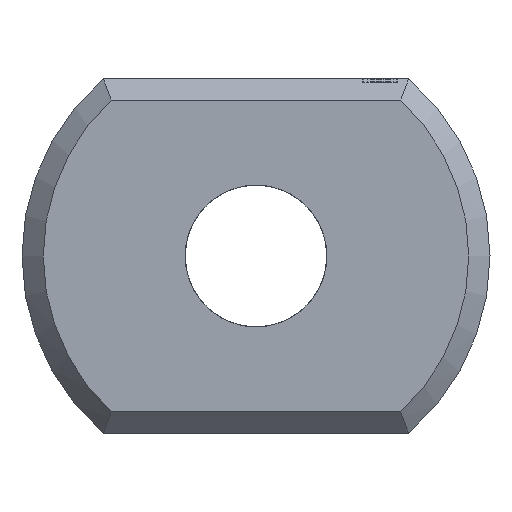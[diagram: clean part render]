
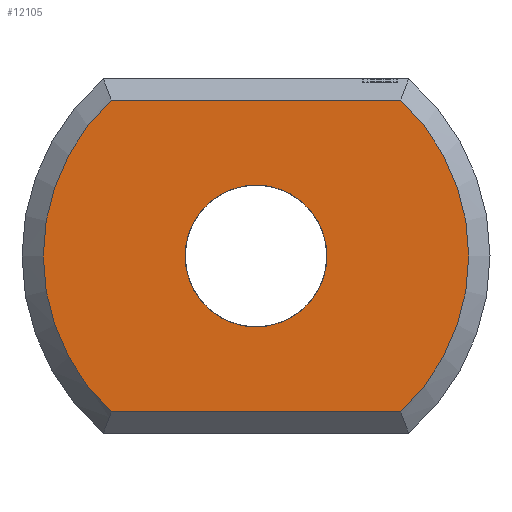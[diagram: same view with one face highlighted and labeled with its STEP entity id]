
A CAD part, left-side view. The second image highlights one B-rep face of the part: STEP entity #12105.
In plain terms, the highlighted planar face has unit normal (-1, 0, 0).
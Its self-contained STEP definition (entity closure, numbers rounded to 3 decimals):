
#298 = PLANE('',#299);
#299 = AXIS2_PLACEMENT_3D('',#300,#301,#302);
#300 = CARTESIAN_POINT('',(0.15,-2.154,-2.35));
#301 = DIRECTION('',(-0.707,0.,-0.707));
#302 = DIRECTION('',(0.,-1.,0.));
#725 = CONICAL_SURFACE('',#726,3.3,0.785);
#726 = AXIS2_PLACEMENT_3D('',#727,#728,#729);
#727 = CARTESIAN_POINT('',(0.3,0.,0.));
#728 = DIRECTION('',(1.,0.,0.));
#729 = DIRECTION('',(0.,0.653,-0.758));
#872 = CONICAL_SURFACE('',#873,3.3,0.785);
#873 = AXIS2_PLACEMENT_3D('',#874,#875,#876);
#874 = CARTESIAN_POINT('',(0.3,0.,0.));
#875 = DIRECTION('',(1.,0.,0.));
#876 = DIRECTION('',(0.,-0.653,0.758));
#909 = VERTEX_POINT('',#910);
#910 = CARTESIAN_POINT('',(0.,-2.04,-2.2));
#937 = VERTEX_POINT('',#938);
#938 = CARTESIAN_POINT('',(0.,2.04,-2.2));
#963 = EDGE_CURVE('',#909,#937,#964,.T.);
#964 = SURFACE_CURVE('',#965,(#969,#976),.PCURVE_S1.);
#965 = LINE('',#966,#967);
#966 = CARTESIAN_POINT('',(0.,-2.154,-2.2));
#967 = VECTOR('',#968,1.);
#968 = DIRECTION('',(0.,1.,0.));
#969 = PCURVE('',#298,#970);
#970 = DEFINITIONAL_REPRESENTATION('',(#971),#975);
#971 = LINE('',#972,#973);
#972 = CARTESIAN_POINT('',(0.,0.212));
#973 = VECTOR('',#974,1.);
#974 = DIRECTION('',(-1.,0.));
#975 = ( GEOMETRIC_REPRESENTATION_CONTEXT(2) 
PARAMETRIC_REPRESENTATION_CONTEXT() REPRESENTATION_CONTEXT('2D SPACE',''
  ) );
#976 = PCURVE('',#977,#982);
#977 = PLANE('',#978);
#978 = AXIS2_PLACEMENT_3D('',#979,#980,#981);
#979 = CARTESIAN_POINT('',(0.,0.,
    0.));
#980 = DIRECTION('',(1.,0.,0.));
#981 = DIRECTION('',(0.,0.,1.));
#982 = DEFINITIONAL_REPRESENTATION('',(#983),#987);
#983 = LINE('',#984,#985);
#984 = CARTESIAN_POINT('',(-2.2,2.154));
#985 = VECTOR('',#986,1.);
#986 = DIRECTION('',(0.,-1.));
#987 = ( GEOMETRIC_REPRESENTATION_CONTEXT(2) 
PARAMETRIC_REPRESENTATION_CONTEXT() REPRESENTATION_CONTEXT('2D SPACE',''
  ) );
#1763 = PLANE('',#1764);
#1764 = AXIS2_PLACEMENT_3D('',#1765,#1766,#1767);
#1765 = CARTESIAN_POINT('',(0.15,-2.154,2.35));
#1766 = DIRECTION('',(0.707,0.,-0.707
    ));
#1767 = DIRECTION('',(0.,-1.,0.));
#11892 = VERTEX_POINT('',#11893);
#11893 = CARTESIAN_POINT('',(0.,2.04,2.2));
#11918 = EDGE_CURVE('',#937,#11892,#11919,.T.);
#11919 = SURFACE_CURVE('',#11920,(#11925,#11932),.PCURVE_S1.);
#11920 = CIRCLE('',#11921,3.);
#11921 = AXIS2_PLACEMENT_3D('',#11922,#11923,#11924);
#11922 = CARTESIAN_POINT('',(0.,0.,
    0.));
#11923 = DIRECTION('',(1.,0.,0.));
#11924 = DIRECTION('',(0.,0.653,-0.758)
  );
#11925 = PCURVE('',#725,#11926);
#11926 = DEFINITIONAL_REPRESENTATION('',(#11927),#11931);
#11927 = LINE('',#11928,#11929);
#11928 = CARTESIAN_POINT('',(0.,-0.3));
#11929 = VECTOR('',#11930,1.);
#11930 = DIRECTION('',(1.,-0.));
#11931 = ( GEOMETRIC_REPRESENTATION_CONTEXT(2) 
PARAMETRIC_REPRESENTATION_CONTEXT() REPRESENTATION_CONTEXT('2D SPACE',''
  ) );
#11932 = PCURVE('',#977,#11933);
#11933 = DEFINITIONAL_REPRESENTATION('',(#11934),#11938);
#11934 = CIRCLE('',#11935,3.);
#11935 = AXIS2_PLACEMENT_2D('',#11936,#11937);
#11936 = CARTESIAN_POINT('',(0.,0.));
#11937 = DIRECTION('',(-0.758,-0.653));
#11938 = ( GEOMETRIC_REPRESENTATION_CONTEXT(2) 
PARAMETRIC_REPRESENTATION_CONTEXT() REPRESENTATION_CONTEXT('2D SPACE',''
  ) );
#12056 = VERTEX_POINT('',#12057);
#12057 = CARTESIAN_POINT('',(0.,-2.04,2.2));
#12084 = EDGE_CURVE('',#12056,#909,#12085,.T.);
#12085 = SURFACE_CURVE('',#12086,(#12091,#12098),.PCURVE_S1.);
#12086 = CIRCLE('',#12087,3.);
#12087 = AXIS2_PLACEMENT_3D('',#12088,#12089,#12090);
#12088 = CARTESIAN_POINT('',(0.,0.,
    0.));
#12089 = DIRECTION('',(1.,0.,0.));
#12090 = DIRECTION('',(0.,-0.653,0.758)
  );
#12091 = PCURVE('',#872,#12092);
#12092 = DEFINITIONAL_REPRESENTATION('',(#12093),#12097);
#12093 = LINE('',#12094,#12095);
#12094 = CARTESIAN_POINT('',(0.,-0.3));
#12095 = VECTOR('',#12096,1.);
#12096 = DIRECTION('',(1.,-0.));
#12097 = ( GEOMETRIC_REPRESENTATION_CONTEXT(2) 
PARAMETRIC_REPRESENTATION_CONTEXT() REPRESENTATION_CONTEXT('2D SPACE',''
  ) );
#12098 = PCURVE('',#977,#12099);
#12099 = DEFINITIONAL_REPRESENTATION('',(#12100),#12104);
#12100 = CIRCLE('',#12101,3.);
#12101 = AXIS2_PLACEMENT_2D('',#12102,#12103);
#12102 = CARTESIAN_POINT('',(0.,0.));
#12103 = DIRECTION('',(0.758,0.653));
#12104 = ( GEOMETRIC_REPRESENTATION_CONTEXT(2) 
PARAMETRIC_REPRESENTATION_CONTEXT() REPRESENTATION_CONTEXT('2D SPACE',''
  ) );
#12105 = ADVANCED_FACE('',(#12106,#12132),#977,.F.);
#12106 = FACE_BOUND('',#12107,.F.);
#12107 = EDGE_LOOP('',(#12108,#12109,#12130,#12131));
#12108 = ORIENTED_EDGE('',*,*,#11918,.T.);
#12109 = ORIENTED_EDGE('',*,*,#12110,.F.);
#12110 = EDGE_CURVE('',#12056,#11892,#12111,.T.);
#12111 = SURFACE_CURVE('',#12112,(#12116,#12123),.PCURVE_S1.);
#12112 = LINE('',#12113,#12114);
#12113 = CARTESIAN_POINT('',(0.,-2.154,2.2));
#12114 = VECTOR('',#12115,1.);
#12115 = DIRECTION('',(0.,1.,0.));
#12116 = PCURVE('',#977,#12117);
#12117 = DEFINITIONAL_REPRESENTATION('',(#12118),#12122);
#12118 = LINE('',#12119,#12120);
#12119 = CARTESIAN_POINT('',(2.2,2.154));
#12120 = VECTOR('',#12121,1.);
#12121 = DIRECTION('',(0.,-1.));
#12122 = ( GEOMETRIC_REPRESENTATION_CONTEXT(2) 
PARAMETRIC_REPRESENTATION_CONTEXT() REPRESENTATION_CONTEXT('2D SPACE',''
  ) );
#12123 = PCURVE('',#1763,#12124);
#12124 = DEFINITIONAL_REPRESENTATION('',(#12125),#12129);
#12125 = LINE('',#12126,#12127);
#12126 = CARTESIAN_POINT('',(0.,0.212));
#12127 = VECTOR('',#12128,1.);
#12128 = DIRECTION('',(-1.,0.));
#12129 = ( GEOMETRIC_REPRESENTATION_CONTEXT(2) 
PARAMETRIC_REPRESENTATION_CONTEXT() REPRESENTATION_CONTEXT('2D SPACE',''
  ) );
#12130 = ORIENTED_EDGE('',*,*,#12084,.T.);
#12131 = ORIENTED_EDGE('',*,*,#963,.T.);
#12132 = FACE_BOUND('',#12133,.T.);
#12133 = EDGE_LOOP('',(#12134));
#12134 = ORIENTED_EDGE('',*,*,#12135,.T.);
#12135 = EDGE_CURVE('',#12136,#12136,#12138,.T.);
#12136 = VERTEX_POINT('',#12137);
#12137 = CARTESIAN_POINT('',(0.,1.,0.));
#12138 = SURFACE_CURVE('',#12139,(#12144,#12151),.PCURVE_S1.);
#12139 = CIRCLE('',#12140,1.);
#12140 = AXIS2_PLACEMENT_3D('',#12141,#12142,#12143);
#12141 = CARTESIAN_POINT('',(0.,0.,0.));
#12142 = DIRECTION('',(1.,0.,0.));
#12143 = DIRECTION('',(0.,1.,0.));
#12144 = PCURVE('',#977,#12145);
#12145 = DEFINITIONAL_REPRESENTATION('',(#12146),#12150);
#12146 = CIRCLE('',#12147,1.);
#12147 = AXIS2_PLACEMENT_2D('',#12148,#12149);
#12148 = CARTESIAN_POINT('',(0.,0.));
#12149 = DIRECTION('',(0.,-1.));
#12150 = ( GEOMETRIC_REPRESENTATION_CONTEXT(2) 
PARAMETRIC_REPRESENTATION_CONTEXT() REPRESENTATION_CONTEXT('2D SPACE',''
  ) );
#12151 = PCURVE('',#12152,#12157);
#12152 = CYLINDRICAL_SURFACE('',#12153,1.);
#12153 = AXIS2_PLACEMENT_3D('',#12154,#12155,#12156);
#12154 = CARTESIAN_POINT('',(0.,0.,0.));
#12155 = DIRECTION('',(-1.,0.,0.));
#12156 = DIRECTION('',(0.,1.,0.));
#12157 = DEFINITIONAL_REPRESENTATION('',(#12158),#12162);
#12158 = LINE('',#12159,#12160);
#12159 = CARTESIAN_POINT('',(-0.,0.));
#12160 = VECTOR('',#12161,1.);
#12161 = DIRECTION('',(-1.,0.));
#12162 = ( GEOMETRIC_REPRESENTATION_CONTEXT(2) 
PARAMETRIC_REPRESENTATION_CONTEXT() REPRESENTATION_CONTEXT('2D SPACE',''
  ) );
